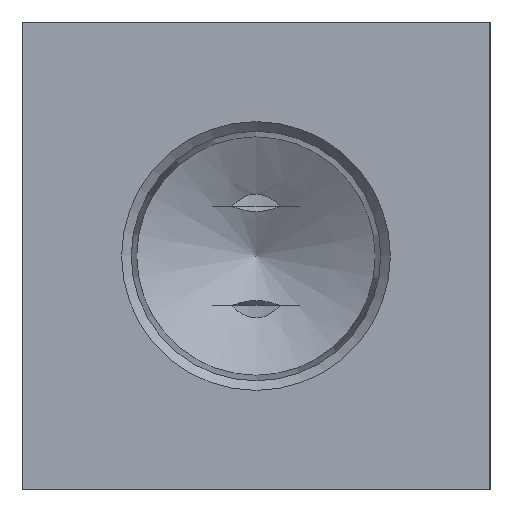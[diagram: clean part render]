
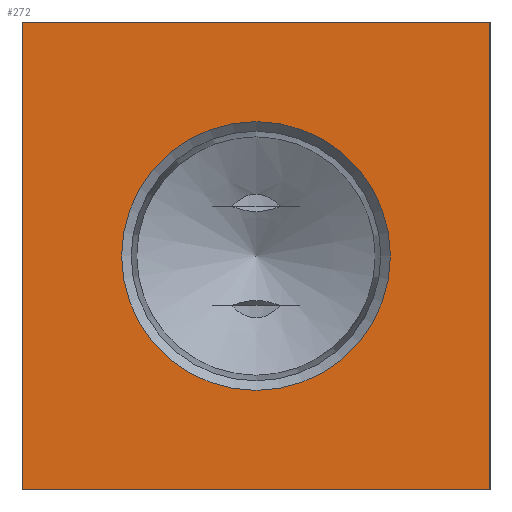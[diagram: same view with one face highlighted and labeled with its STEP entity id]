
A CAD part, left-side view. The second image highlights one B-rep face of the part: STEP entity #272.
In plain terms, the highlighted planar face has unit normal (-1, 0, 0).
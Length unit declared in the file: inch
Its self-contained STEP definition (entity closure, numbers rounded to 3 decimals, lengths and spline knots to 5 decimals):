
#272 = ADVANCED_FACE( '', ( #697, #698 ), #699, .F. );
#697 = FACE_BOUND( '', #1300, .T. );
#698 = FACE_OUTER_BOUND( '', #1301, .T. );
#699 = PLANE( '', #1302 );
#1300 = EDGE_LOOP( '', ( #2101 ) );
#1301 = EDGE_LOOP( '', ( #2102, #2103, #2104, #2105 ) );
#1302 = AXIS2_PLACEMENT_3D( '', #2106, #2107, #2108 );
#2101 = ORIENTED_EDGE( '', *, *, #3327, .T. );
#2102 = ORIENTED_EDGE( '', *, *, #3418, .F. );
#2103 = ORIENTED_EDGE( '', *, *, #3419, .F. );
#2104 = ORIENTED_EDGE( '', *, *, #3237, .F. );
#2105 = ORIENTED_EDGE( '', *, *, #3271, .F. );
#2106 = CARTESIAN_POINT( '', ( 0., 0., 0. ) );
#2107 = DIRECTION( '', ( 1., 0., 0. ) );
#2108 = DIRECTION( '', ( 0., 0., -1. ) );
#3237 = EDGE_CURVE( '', #3826, #3827, #3828, .T. );
#3271 = EDGE_CURVE( '', #3888, #3826, #3889, .T. );
#3327 = EDGE_CURVE( '', #3987, #3987, #3988, .T. );
#3418 = EDGE_CURVE( '', #4137, #3888, #4138, .T. );
#3419 = EDGE_CURVE( '', #3827, #4137, #4139, .T. );
#3826 = VERTEX_POINT( '', #4678 );
#3827 = VERTEX_POINT( '', #4679 );
#3828 = LINE( '', #4680, #4681 );
#3888 = VERTEX_POINT( '', #4752 );
#3889 = LINE( '', #4753, #4754 );
#3987 = VERTEX_POINT( '', #4950 );
#3988 = CIRCLE( '', #4951, 0.86148 );
#4137 = VERTEX_POINT( '', #5219 );
#4138 = LINE( '', #5220, #5221 );
#4139 = LINE( '', #5222, #5223 );
#4678 = CARTESIAN_POINT( '', ( 0., 0., 3. ) );
#4679 = CARTESIAN_POINT( '', ( 0., 0., 0. ) );
#4680 = CARTESIAN_POINT( '', ( 0., 0., 3. ) );
#4681 = VECTOR( '', #5885, 39.37008 );
#4752 = CARTESIAN_POINT( '', ( 0., 3., 3. ) );
#4753 = CARTESIAN_POINT( '', ( 0., 3., 3. ) );
#4754 = VECTOR( '', #5945, 39.37008 );
#4950 = CARTESIAN_POINT( '', ( 0., 1.5, 0.63852 ) );
#4951 = AXIS2_PLACEMENT_3D( '', #6018, #6019, #6020 );
#5219 = CARTESIAN_POINT( '', ( 0., 3., 0. ) );
#5220 = CARTESIAN_POINT( '', ( 0., 3., 0. ) );
#5221 = VECTOR( '', #6135, 39.37008 );
#5222 = CARTESIAN_POINT( '', ( 0., 0., 0. ) );
#5223 = VECTOR( '', #6136, 39.37008 );
#5885 = DIRECTION( '', ( 0., 0., -1. ) );
#5945 = DIRECTION( '', ( 0., -1., 0. ) );
#6018 = CARTESIAN_POINT( '', ( 0., 1.5, 1.5 ) );
#6019 = DIRECTION( '', ( 1., 0., 0. ) );
#6020 = DIRECTION( '', ( 0., 0., -1. ) );
#6135 = DIRECTION( '', ( 0., 0., 1. ) );
#6136 = DIRECTION( '', ( 0., 1., 0. ) );
